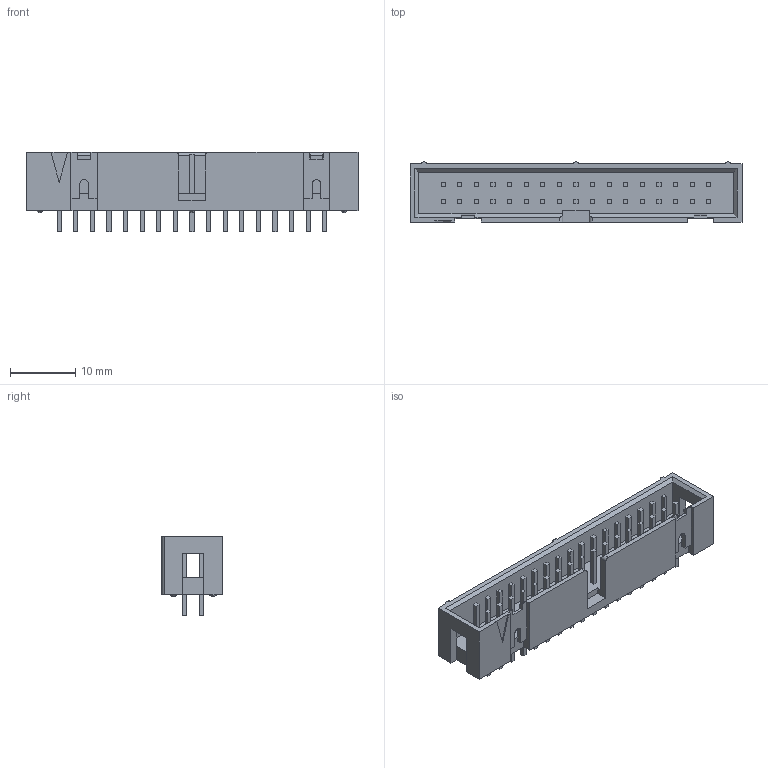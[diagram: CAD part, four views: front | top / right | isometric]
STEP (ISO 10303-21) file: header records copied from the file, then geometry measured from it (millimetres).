
FILE_DESCRIPTION (( 'STEP AP214' ), '1' );
FILE_NAME ('TE 1-1761681-1.STEP', '2021-11-11T18:59:30', ( '' ), ( '' ), 'SwSTEP 2.0', 'SolidWorks 2018', '' );
FILE_SCHEMA (( 'AUTOMOTIVE_DESIGN' ));
Length unit declared in the file: millimetre
Products named in the file (1): TE 1-1761681-1
Bounding box: 50.8 x 9.22 x 12.12 mm (x, y, z)
Volume: 1978.9 mm3; surface area: 3368.1 mm2
Topology: 1 solids, 1 shells, 430 faces, 1075 edges, 712 vertices
Faces by surface type: plane 413, bspline 10, cylinder 7
Entity records: 13882 total; most frequent: CARTESIAN_POINT 2538, ORIENTED_EDGE 2150, DIRECTION 1955, EDGE_CURVE 1075, LINE 1031, VECTOR 1031, VERTEX_POINT 712, EDGE_LOOP 503
